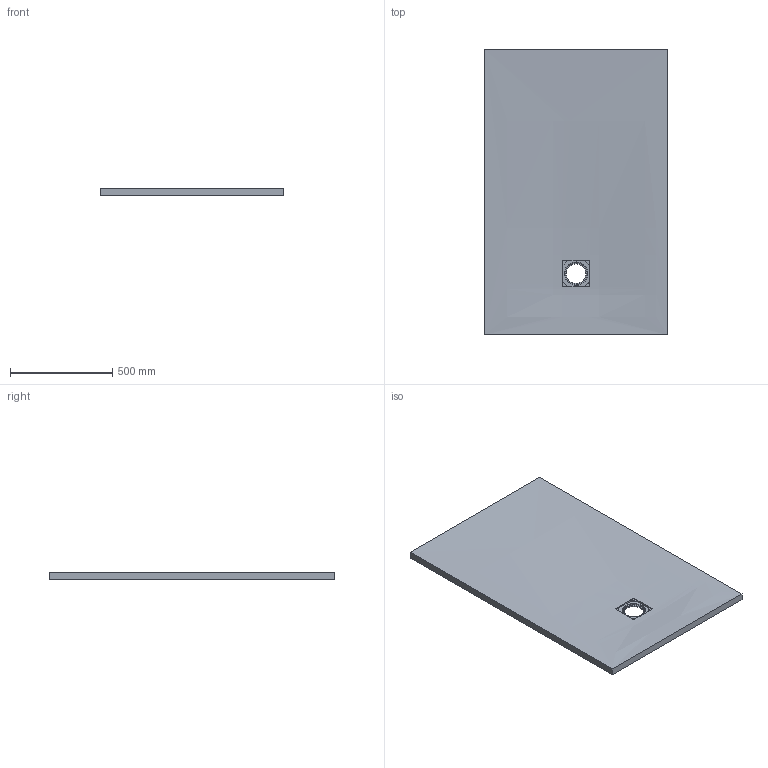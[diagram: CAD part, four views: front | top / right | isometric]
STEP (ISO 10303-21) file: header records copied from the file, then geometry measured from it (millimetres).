
FILE_DESCRIPTION(/* description */ (''),/* implementation_level */ '2;1');
FILE_NAME(/* name */ '900-1400.stp',/* time_stamp */ '2021-01-27T13:46:05+08:00',/* author */ (''),/* organization */ (''),/* preprocessor_version */ 'ST-DEVELOPER v11',/* originating_system */ 'SIEMENS UGS NX 6.0',/* authorisation */ '');
FILE_SCHEMA (('CONFIG_CONTROL_DESIGN'));
Length unit declared in the file: millimetre
Products named in the file (1): Admi1D84reag
Bounding box: 899.24 x 1400 x 35 mm (x, y, z)
Volume: 16591162.4 mm3; surface area: 3107998.2 mm2
Topology: 1 solids, 1 shells, 227 faces, 549 edges, 363 vertices
Faces by surface type: plane 149, bspline 64, cylinder 11, torus 3
Full cylindrical faces by diameter (mm): 95 x1, 111 x1, 120 x1
Entity records: 10322 total; most frequent: CARTESIAN_POINT 5550, ORIENTED_EDGE 1088, DIRECTION 667, EDGE_CURVE 544, VERTEX_POINT 365, LINE 289, VECTOR 289, EDGE_LOOP 275
